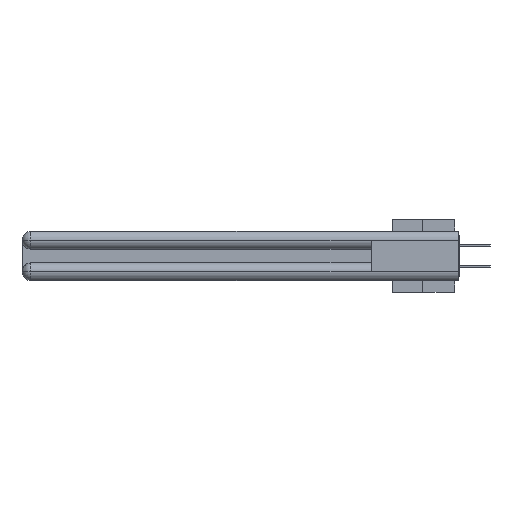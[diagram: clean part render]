
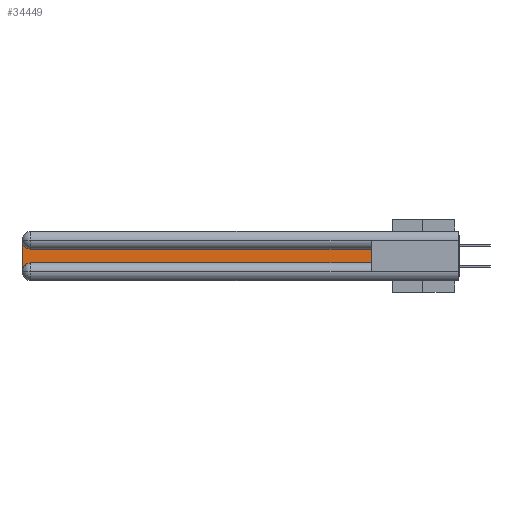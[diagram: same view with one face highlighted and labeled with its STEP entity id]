
A CAD part, left-side view. The second image highlights one B-rep face of the part: STEP entity #34449.
In plain terms, the highlighted planar face has unit normal (-1, 0, 0).
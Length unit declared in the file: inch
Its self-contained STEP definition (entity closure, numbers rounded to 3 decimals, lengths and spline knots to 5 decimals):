
#753 = ORIENTED_EDGE ( 'NONE', *, *, #23730, .T. ) ;
#780 = LINE ( 'NONE', #13620, #21638 ) ;
#896 = DIRECTION ( 'NONE',  ( 0., 0., -1. ) ) ;
#2309 = CIRCLE ( 'NONE', #25098, 0.06 ) ;
#2731 = LINE ( 'NONE', #3677, #24013 ) ;
#2779 = VERTEX_POINT ( 'NONE', #30028 ) ;
#3345 = CARTESIAN_POINT ( 'NONE',  ( 0.075, 3., -0.1225 ) ) ;
#3677 = CARTESIAN_POINT ( 'NONE',  ( 0.075, 0.6, -0.2175 ) ) ;
#4624 = CARTESIAN_POINT ( 'NONE',  ( 0.075, 0.6, -0.1225 ) ) ;
#5123 = EDGE_LOOP ( 'NONE', ( #37111, #753, #17244, #29775, #33419, #21567 ) ) ;
#5534 = VECTOR ( 'NONE', #12061, 39.37008 ) ;
#6494 = EDGE_CURVE ( 'NONE', #32186, #26539, #21502, .T. ) ;
#8979 = VECTOR ( 'NONE', #37436, 39.37008 ) ;
#9420 = DIRECTION ( 'NONE',  ( 1., 0., 0. ) ) ;
#11878 = DIRECTION ( 'NONE',  ( 1., 0., 0. ) ) ;
#12061 = DIRECTION ( 'NONE',  ( 0., 0., -1. ) ) ;
#13361 = EDGE_CURVE ( 'NONE', #26539, #22523, #2731, .T. ) ;
#13620 = CARTESIAN_POINT ( 'NONE',  ( 0.075, 0.6, -0.1225 ) ) ;
#14304 = EDGE_CURVE ( 'NONE', #2779, #24285, #19847, .T. ) ;
#15012 = EDGE_CURVE ( 'NONE', #24285, #32186, #35998, .T. ) ;
#17244 = ORIENTED_EDGE ( 'NONE', *, *, #14304, .T. ) ;
#17654 = CARTESIAN_POINT ( 'NONE',  ( 0.075, 3., -0.2175 ) ) ;
#18720 = AXIS2_PLACEMENT_3D ( 'NONE', #30228, #9420, #30361 ) ;
#18767 = CARTESIAN_POINT ( 'NONE',  ( 0.075, 2.94, -0.0625 ) ) ;
#19847 = LINE ( 'NONE', #17654, #5534 ) ;
#21193 = DIRECTION ( 'NONE',  ( 0., 0., -1. ) ) ;
#21502 = LINE ( 'NONE', #34431, #8979 ) ;
#21567 = ORIENTED_EDGE ( 'NONE', *, *, #13361, .T. ) ;
#21638 = VECTOR ( 'NONE', #36854, 39.37008 ) ;
#22523 = VERTEX_POINT ( 'NONE', #4624 ) ;
#23008 = CARTESIAN_POINT ( 'NONE',  ( 0.075, 2.94, -0.2175 ) ) ;
#23730 = EDGE_CURVE ( 'NONE', #26385, #2779, #2309, .T. ) ;
#24013 = VECTOR ( 'NONE', #33400, 39.37008 ) ;
#24285 = VERTEX_POINT ( 'NONE', #31441 ) ;
#25098 = AXIS2_PLACEMENT_3D ( 'NONE', #18767, #36491, #896 ) ;
#25720 = EDGE_CURVE ( 'NONE', #22523, #26385, #780, .T. ) ;
#26385 = VERTEX_POINT ( 'NONE', #37826 ) ;
#26539 = VERTEX_POINT ( 'NONE', #33158 ) ;
#29708 = PLANE ( 'NONE',  #34319 ) ;
#29775 = ORIENTED_EDGE ( 'NONE', *, *, #15012, .T. ) ;
#30028 = CARTESIAN_POINT ( 'NONE',  ( 0.075, 3., -0.0625 ) ) ;
#30228 = CARTESIAN_POINT ( 'NONE',  ( 0.075, 2.94, -0.2775 ) ) ;
#30361 = DIRECTION ( 'NONE',  ( 0., 0., -1. ) ) ;
#31441 = CARTESIAN_POINT ( 'NONE',  ( 0.075, 3., -0.2775 ) ) ;
#32186 = VERTEX_POINT ( 'NONE', #23008 ) ;
#33010 = FACE_OUTER_BOUND ( 'NONE', #5123, .T. ) ;
#33158 = CARTESIAN_POINT ( 'NONE',  ( 0.075, 0.6, -0.2175 ) ) ;
#33400 = DIRECTION ( 'NONE',  ( 0., 0., 1. ) ) ;
#33419 = ORIENTED_EDGE ( 'NONE', *, *, #6494, .T. ) ;
#34319 = AXIS2_PLACEMENT_3D ( 'NONE', #3345, #11878, #21193 ) ;
#34431 = CARTESIAN_POINT ( 'NONE',  ( 0.075, 0.6, -0.2175 ) ) ;
#34449 = ADVANCED_FACE ( 'NONE', ( #33010 ), #29708, .F. ) ;
#35998 = CIRCLE ( 'NONE', #18720, 0.06 ) ;
#36491 = DIRECTION ( 'NONE',  ( 1., 0., 0. ) ) ;
#36854 = DIRECTION ( 'NONE',  ( 0., 1., 0. ) ) ;
#37111 = ORIENTED_EDGE ( 'NONE', *, *, #25720, .T. ) ;
#37436 = DIRECTION ( 'NONE',  ( 0., -1., 0. ) ) ;
#37826 = CARTESIAN_POINT ( 'NONE',  ( 0.075, 2.94, -0.1225 ) ) ;
